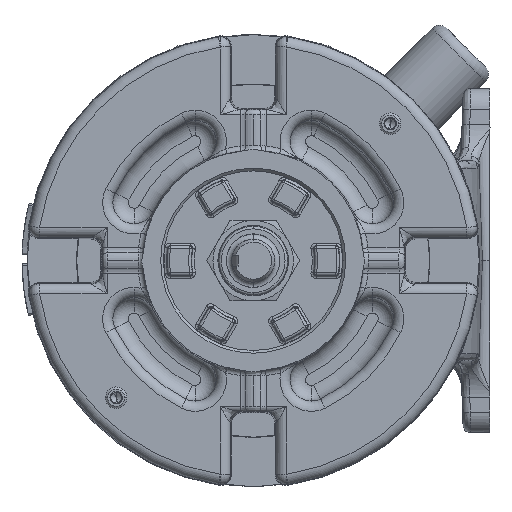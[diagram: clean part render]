
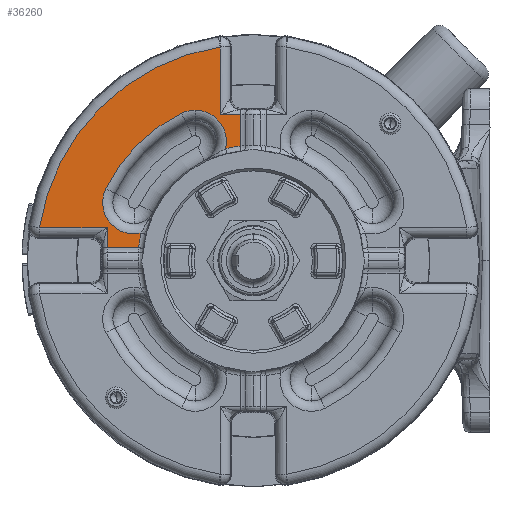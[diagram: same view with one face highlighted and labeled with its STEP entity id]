
A CAD part, left-side view. The second image highlights one B-rep face of the part: STEP entity #36260.
In plain terms, the highlighted planar face has unit normal (-1, 0, 0).
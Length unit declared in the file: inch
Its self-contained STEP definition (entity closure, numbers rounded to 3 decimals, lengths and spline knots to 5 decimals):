
#16 = VECTOR ( 'NONE', #48295, 39.37008 ) ;
#292 = VECTOR ( 'NONE', #101567, 39.37008 ) ;
#2675 = DIRECTION ( 'NONE',  ( 0., 0., 1. ) ) ;
#4533 = LINE ( 'NONE', #4727, #16 ) ;
#4727 = CARTESIAN_POINT ( 'NONE',  ( -5.772, 1.69415, 0.38379 ) ) ;
#4794 = LINE ( 'NONE', #14134, #292 ) ;
#5228 = CARTESIAN_POINT ( 'NONE',  ( -5.772, 1.30141, 0.32022 ) ) ;
#7769 = PLANE ( 'NONE',  #183987 ) ;
#10133 = EDGE_CURVE ( 'NONE', #47948, #11981, #105881, .T. ) ;
#10292 = ORIENTED_EDGE ( 'NONE', *, *, #64951, .T. ) ;
#10428 = DIRECTION ( 'NONE',  ( 0., 0., 1. ) ) ;
#11981 = VERTEX_POINT ( 'NONE', #116067 ) ;
#14071 = ORIENTED_EDGE ( 'NONE', *, *, #125485, .T. ) ;
#14134 = CARTESIAN_POINT ( 'NONE',  ( -5.772, 1.69415, 0.14967 ) ) ;
#15820 = CARTESIAN_POINT ( 'NONE',  ( -5.772, 0.83483, 1.71165 ) ) ;
#19291 = VERTEX_POINT ( 'NONE', #66388 ) ;
#23314 = EDGE_CURVE ( 'NONE', #149020, #182476, #134269, .T. ) ;
#25238 = ORIENTED_EDGE ( 'NONE', *, *, #75845, .T. ) ;
#26703 = CARTESIAN_POINT ( 'NONE',  ( -5.772, 0.2679, 1.69415 ) ) ;
#31084 = CARTESIAN_POINT ( 'NONE',  ( -5.772, 1.69415, 0.38379 ) ) ;
#33356 = CIRCLE ( 'NONE', #167847, 1.34023 ) ;
#36260 = ADVANCED_FACE ( 'NONE', ( #60213 ), #7769, .T. ) ;
#36304 = CARTESIAN_POINT ( 'NONE',  ( -5.772, 0.14967, 1.7521 ) ) ;
#38606 = CARTESIAN_POINT ( 'NONE',  ( -5.772, 0.38379, 2.48171 ) ) ;
#38846 = CARTESIAN_POINT ( 'NONE',  ( -5.772, 1.69415, 0.14967 ) ) ;
#40090 = VERTEX_POINT ( 'NONE', #173925 ) ;
#42335 = LINE ( 'NONE', #82646, #114964 ) ;
#44733 = CARTESIAN_POINT ( 'NONE',  ( -5.772, 0.67509, 1.38414 ) ) ;
#45779 = CARTESIAN_POINT ( 'NONE',  ( -5.772, 0., 0. ) ) ;
#46896 = VECTOR ( 'NONE', #137795, 39.37008 ) ;
#47948 = VERTEX_POINT ( 'NONE', #130985 ) ;
#48280 = EDGE_CURVE ( 'NONE', #182476, #51733, #51569, .T. ) ;
#48295 = DIRECTION ( 'NONE',  ( 0., -1., 0. ) ) ;
#48511 = AXIS2_PLACEMENT_3D ( 'NONE', #183841, #97201, #10428 ) ;
#48748 = ORIENTED_EDGE ( 'NONE', *, *, #23314, .T. ) ;
#51569 = CIRCLE ( 'NONE', #48511, 2.51121 ) ;
#51733 = VERTEX_POINT ( 'NONE', #113130 ) ;
#51744 = CARTESIAN_POINT ( 'NONE',  ( -5.772, 0.38379, 2.6134 ) ) ;
#53178 = DIRECTION ( 'NONE',  ( 0., 0., 1. ) ) ;
#57090 = VECTOR ( 'NONE', #139236, 39.37008 ) ;
#59258 = DIRECTION ( 'NONE',  ( 0., 0., 1. ) ) ;
#60213 = FACE_OUTER_BOUND ( 'NONE', #161700, .T. ) ;
#60321 = DIRECTION ( 'NONE',  ( 0., 0., 1. ) ) ;
#64951 = EDGE_CURVE ( 'NONE', #93980, #85174, #187109, .T. ) ;
#66388 = CARTESIAN_POINT ( 'NONE',  ( -5.772, 1.33185, 0.14967 ) ) ;
#68088 = AXIS2_PLACEMENT_3D ( 'NONE', #85075, #186311, #99685 ) ;
#70464 = DIRECTION ( 'NONE',  ( 0., 1., 0. ) ) ;
#70866 = EDGE_CURVE ( 'NONE', #51733, #156815, #4533, .T. ) ;
#73713 = ORIENTED_EDGE ( 'NONE', *, *, #140295, .T. ) ;
#74155 = CARTESIAN_POINT ( 'NONE',  ( -5.772, 1.38414, 0.67509 ) ) ;
#74852 = ORIENTED_EDGE ( 'NONE', *, *, #119888, .T. ) ;
#75845 = EDGE_CURVE ( 'NONE', #156815, #130774, #4794, .T. ) ;
#80314 = CIRCLE ( 'NONE', #172248, 0.36439 ) ;
#81458 = EDGE_CURVE ( 'NONE', #84681, #93980, #143576, .T. ) ;
#82265 = ORIENTED_EDGE ( 'NONE', *, *, #81458, .T. ) ;
#82646 = CARTESIAN_POINT ( 'NONE',  ( -5.772, 1.28026, 0.14967 ) ) ;
#82872 = CARTESIAN_POINT ( 'NONE',  ( -5.772, 0., 0. ) ) ;
#84681 = VERTEX_POINT ( 'NONE', #5228 ) ;
#85075 = CARTESIAN_POINT ( 'NONE',  ( -5.772, 0., 0. ) ) ;
#85174 = VERTEX_POINT ( 'NONE', #15820 ) ;
#88671 = DIRECTION ( 'NONE',  ( 0., 0., 1. ) ) ;
#89355 = DIRECTION ( 'NONE',  ( 1., 0., 0. ) ) ;
#93980 = VERTEX_POINT ( 'NONE', #137484 ) ;
#97201 = DIRECTION ( 'NONE',  ( -1., 0., 0. ) ) ;
#97463 = DIRECTION ( 'NONE',  ( 0., 0., 1. ) ) ;
#99685 = DIRECTION ( 'NONE',  ( 0., 0., 1. ) ) ;
#100893 = ORIENTED_EDGE ( 'NONE', *, *, #151107, .T. ) ;
#101567 = DIRECTION ( 'NONE',  ( 0., 0., -1. ) ) ;
#105881 = LINE ( 'NONE', #36304, #46896 ) ;
#107852 = CARTESIAN_POINT ( 'NONE',  ( -5.772, 0.32022, 1.30141 ) ) ;
#109928 = DIRECTION ( 'NONE',  ( 0., -1., 0. ) ) ;
#113130 = CARTESIAN_POINT ( 'NONE',  ( -5.772, 2.48171, 0.38379 ) ) ;
#114964 = VECTOR ( 'NONE', #109928, 39.37008 ) ;
#116067 = CARTESIAN_POINT ( 'NONE',  ( -5.772, 0.14967, 1.69415 ) ) ;
#119790 = AXIS2_PLACEMENT_3D ( 'NONE', #45779, #147199, #60321 ) ;
#119888 = EDGE_CURVE ( 'NONE', #85174, #40090, #143180, .T. ) ;
#121111 = AXIS2_PLACEMENT_3D ( 'NONE', #176083, #89355, #2675 ) ;
#123348 = ORIENTED_EDGE ( 'NONE', *, *, #135958, .T. ) ;
#125485 = EDGE_CURVE ( 'NONE', #11981, #149020, #128777, .T. ) ;
#128172 = ORIENTED_EDGE ( 'NONE', *, *, #70866, .T. ) ;
#128777 = LINE ( 'NONE', #26703, #162659 ) ;
#130032 = EDGE_CURVE ( 'NONE', #179207, #47948, #33356, .T. ) ;
#130774 = VERTEX_POINT ( 'NONE', #38846 ) ;
#130985 = CARTESIAN_POINT ( 'NONE',  ( -5.772, 0.14967, 1.33185 ) ) ;
#134269 = LINE ( 'NONE', #51744, #57090 ) ;
#135958 = EDGE_CURVE ( 'NONE', #40090, #179207, #80314, .T. ) ;
#137484 = CARTESIAN_POINT ( 'NONE',  ( -5.772, 1.71165, 0.83483 ) ) ;
#137795 = DIRECTION ( 'NONE',  ( 0., 0., 1. ) ) ;
#139236 = DIRECTION ( 'NONE',  ( 0., 0., 1. ) ) ;
#139680 = AXIS2_PLACEMENT_3D ( 'NONE', #74155, #175368, #88671 ) ;
#140083 = DIRECTION ( 'NONE',  ( -1., 0., 0. ) ) ;
#140295 = EDGE_CURVE ( 'NONE', #130774, #19291, #42335, .T. ) ;
#143180 = CIRCLE ( 'NONE', #121111, 0.36439 ) ;
#143576 = CIRCLE ( 'NONE', #139680, 0.36439 ) ;
#146126 = DIRECTION ( 'NONE',  ( 1., 0., 0. ) ) ;
#147199 = DIRECTION ( 'NONE',  ( 1., 0., 0. ) ) ;
#149020 = VERTEX_POINT ( 'NONE', #174628 ) ;
#151107 = EDGE_CURVE ( 'NONE', #19291, #84681, #160772, .T. ) ;
#156815 = VERTEX_POINT ( 'NONE', #31084 ) ;
#160772 = CIRCLE ( 'NONE', #119790, 1.34023 ) ;
#161700 = EDGE_LOOP ( 'NONE', ( #74852, #123348, #175593, #170695, #14071, #48748, #162970, #128172, #25238, #73713, #100893, #82265, #10292 ) ) ;
#162659 = VECTOR ( 'NONE', #70464, 39.37008 ) ;
#162970 = ORIENTED_EDGE ( 'NONE', *, *, #48280, .T. ) ;
#167279 = CARTESIAN_POINT ( 'NONE',  ( -5.772, 0., 0. ) ) ;
#167847 = AXIS2_PLACEMENT_3D ( 'NONE', #82872, #184087, #97463 ) ;
#170695 = ORIENTED_EDGE ( 'NONE', *, *, #10133, .T. ) ;
#172248 = AXIS2_PLACEMENT_3D ( 'NONE', #44733, #146126, #59258 ) ;
#173925 = CARTESIAN_POINT ( 'NONE',  ( -5.772, 0.67509, 1.74853 ) ) ;
#174628 = CARTESIAN_POINT ( 'NONE',  ( -5.772, 0.38379, 1.69415 ) ) ;
#175368 = DIRECTION ( 'NONE',  ( 1., 0., 0. ) ) ;
#175593 = ORIENTED_EDGE ( 'NONE', *, *, #130032, .T. ) ;
#176083 = CARTESIAN_POINT ( 'NONE',  ( -5.772, 0.67509, 1.38414 ) ) ;
#179207 = VERTEX_POINT ( 'NONE', #107852 ) ;
#182476 = VERTEX_POINT ( 'NONE', #38606 ) ;
#183841 = CARTESIAN_POINT ( 'NONE',  ( -5.772, 0., 0. ) ) ;
#183987 = AXIS2_PLACEMENT_3D ( 'NONE', #167279, #140083, #53178 ) ;
#184087 = DIRECTION ( 'NONE',  ( 1., 0., 0. ) ) ;
#186311 = DIRECTION ( 'NONE',  ( 1., 0., 0. ) ) ;
#187109 = CIRCLE ( 'NONE', #68088, 1.90439 ) ;
